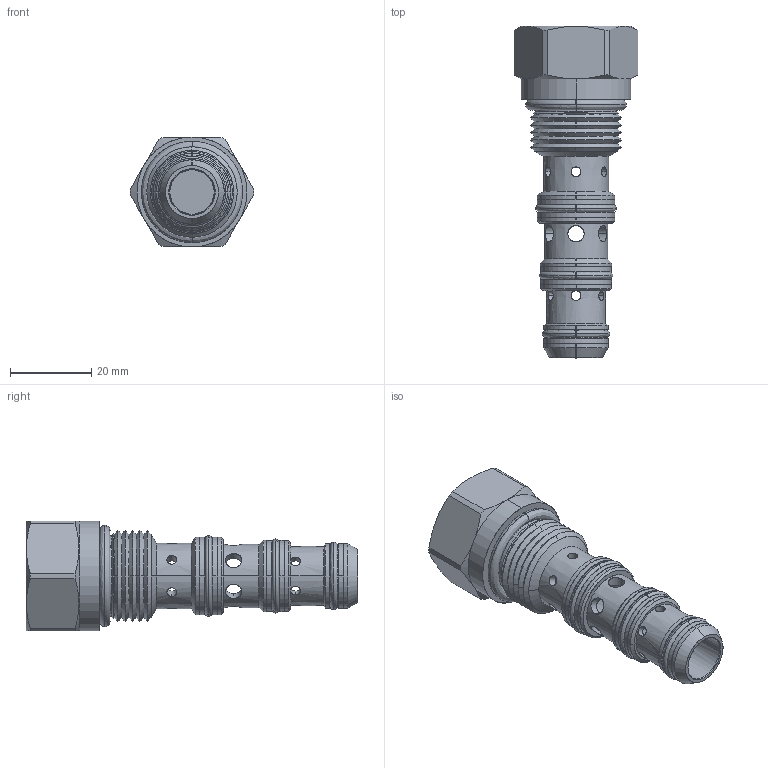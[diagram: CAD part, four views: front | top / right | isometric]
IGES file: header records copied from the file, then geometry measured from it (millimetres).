
Start section: SolidWorks IGES file using analytic representation for surfaces
Global section: file name: V PD10A OLEOSTAR.igs; native system: SolidWorks 2014; preprocessor: SolidWorks 2014; author: arutput15; date: 141005.094815; units: millimetre
Bounding box: 30.4 x 81.5 x 27 mm (x, y, z)
Surface area: 11274.5 mm2 (no closed solid volume)
Topology: 0 solids, 0 shells, 200 faces, 4434 edges, 4428 vertices
Faces by surface type: revolution 152, bspline 48
